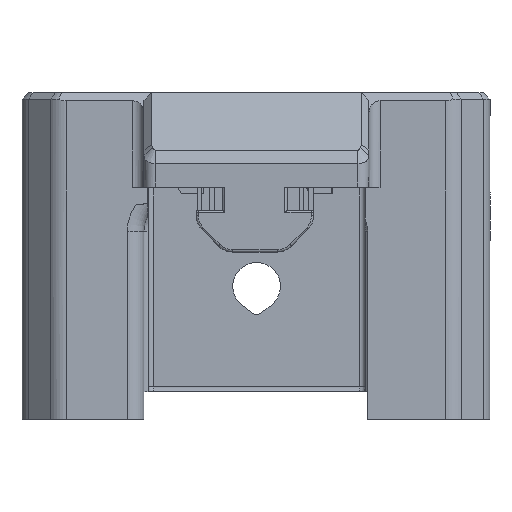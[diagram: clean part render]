
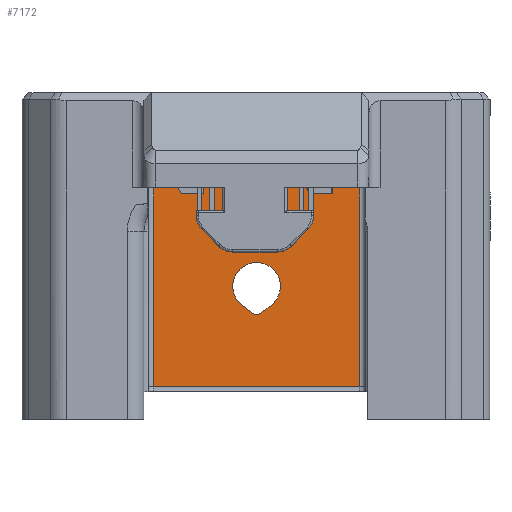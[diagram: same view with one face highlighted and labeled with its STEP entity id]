
A CAD part, left-side view. The second image highlights one B-rep face of the part: STEP entity #7172.
In plain terms, the highlighted planar face has unit normal (-1, 0, 0).
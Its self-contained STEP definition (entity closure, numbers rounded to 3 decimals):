
#76=FACE_BOUND('',#1066,.T.);
#275=PLANE('',#7765);
#654=FACE_OUTER_BOUND('',#1065,.T.);
#1065=EDGE_LOOP('',(#6073,#6074,#6075,#6076,#6077,#6078,#6079,#6080,#6081,
#6082,#6083,#6084,#6085,#6086,#6087,#6088));
#1066=EDGE_LOOP('',(#6089,#6090,#6091,#6092));
#1425=CIRCLE('',#7766,2.15);
#2036=LINE('',#12167,#2743);
#2049=LINE('',#12264,#2756);
#2052=LINE('',#12293,#2759);
#2053=LINE('',#12312,#2760);
#2058=LINE('',#12337,#2765);
#2059=LINE('',#12339,#2766);
#2060=LINE('',#12341,#2767);
#2062=LINE('',#12346,#2769);
#2063=LINE('',#12348,#2770);
#2064=LINE('',#12350,#2771);
#2065=LINE('',#12352,#2772);
#2066=LINE('',#12353,#2773);
#2067=LINE('',#12355,#2774);
#2068=LINE('',#12357,#2775);
#2069=LINE('',#12359,#2776);
#2070=LINE('',#12360,#2777);
#2071=LINE('',#12365,#2778);
#2072=LINE('',#12367,#2779);
#2073=LINE('',#12368,#2780);
#2743=VECTOR('',#9320,10.);
#2756=VECTOR('',#9369,10.);
#2759=VECTOR('',#9382,10.);
#2760=VECTOR('',#9393,10.);
#2765=VECTOR('',#9412,10.);
#2766=VECTOR('',#9415,10.);
#2767=VECTOR('',#9418,10.);
#2769=VECTOR('',#9424,10.);
#2770=VECTOR('',#9425,10.);
#2771=VECTOR('',#9426,10.);
#2772=VECTOR('',#9427,10.);
#2773=VECTOR('',#9428,10.);
#2774=VECTOR('',#9429,10.);
#2775=VECTOR('',#9430,10.);
#2776=VECTOR('',#9431,10.);
#2777=VECTOR('',#9432,10.);
#2778=VECTOR('',#9435,10.);
#2779=VECTOR('',#9436,10.);
#2780=VECTOR('',#9437,10.);
#3466=VERTEX_POINT('',#12164);
#3467=VERTEX_POINT('',#12166);
#3483=VERTEX_POINT('',#12257);
#3485=VERTEX_POINT('',#12263);
#3487=VERTEX_POINT('',#12291);
#3488=VERTEX_POINT('',#12303);
#3490=VERTEX_POINT('',#12309);
#3492=VERTEX_POINT('',#12325);
#3495=VERTEX_POINT('',#12334);
#3496=VERTEX_POINT('',#12345);
#3497=VERTEX_POINT('',#12347);
#3498=VERTEX_POINT('',#12349);
#3499=VERTEX_POINT('',#12351);
#3500=VERTEX_POINT('',#12354);
#3501=VERTEX_POINT('',#12356);
#3502=VERTEX_POINT('',#12358);
#3503=VERTEX_POINT('',#12361);
#3504=VERTEX_POINT('',#12362);
#3505=VERTEX_POINT('',#12364);
#3506=VERTEX_POINT('',#12366);
#4370=EDGE_CURVE('',#3466,#3467,#2036,.T.);
#4397=EDGE_CURVE('',#3485,#3483,#2049,.T.);
#4404=EDGE_CURVE('',#3466,#3487,#2052,.T.);
#4409=EDGE_CURVE('',#3488,#3490,#2053,.T.);
#4418=EDGE_CURVE('',#3495,#3492,#2058,.T.);
#4419=EDGE_CURVE('',#3492,#3485,#2059,.T.);
#4420=EDGE_CURVE('',#3483,#3488,#2060,.T.);
#4422=EDGE_CURVE('',#3496,#3487,#2062,.T.);
#4423=EDGE_CURVE('',#3497,#3496,#2063,.T.);
#4424=EDGE_CURVE('',#3498,#3497,#2064,.T.);
#4425=EDGE_CURVE('',#3499,#3498,#2065,.T.);
#4426=EDGE_CURVE('',#3495,#3499,#2066,.T.);
#4427=EDGE_CURVE('',#3500,#3490,#2067,.T.);
#4428=EDGE_CURVE('',#3501,#3500,#2068,.T.);
#4429=EDGE_CURVE('',#3502,#3501,#2069,.T.);
#4430=EDGE_CURVE('',#3467,#3502,#2070,.T.);
#4431=EDGE_CURVE('',#3503,#3504,#1425,.T.);
#4432=EDGE_CURVE('',#3505,#3503,#2071,.T.);
#4433=EDGE_CURVE('',#3506,#3505,#2072,.T.);
#4434=EDGE_CURVE('',#3504,#3506,#2073,.T.);
#6073=ORIENTED_EDGE('',*,*,#4404,.T.);
#6074=ORIENTED_EDGE('',*,*,#4422,.F.);
#6075=ORIENTED_EDGE('',*,*,#4423,.F.);
#6076=ORIENTED_EDGE('',*,*,#4424,.F.);
#6077=ORIENTED_EDGE('',*,*,#4425,.F.);
#6078=ORIENTED_EDGE('',*,*,#4426,.F.);
#6079=ORIENTED_EDGE('',*,*,#4418,.T.);
#6080=ORIENTED_EDGE('',*,*,#4419,.T.);
#6081=ORIENTED_EDGE('',*,*,#4397,.T.);
#6082=ORIENTED_EDGE('',*,*,#4420,.T.);
#6083=ORIENTED_EDGE('',*,*,#4409,.T.);
#6084=ORIENTED_EDGE('',*,*,#4427,.F.);
#6085=ORIENTED_EDGE('',*,*,#4428,.F.);
#6086=ORIENTED_EDGE('',*,*,#4429,.F.);
#6087=ORIENTED_EDGE('',*,*,#4430,.F.);
#6088=ORIENTED_EDGE('',*,*,#4370,.F.);
#6089=ORIENTED_EDGE('',*,*,#4431,.F.);
#6090=ORIENTED_EDGE('',*,*,#4432,.F.);
#6091=ORIENTED_EDGE('',*,*,#4433,.F.);
#6092=ORIENTED_EDGE('',*,*,#4434,.F.);
#7172=ADVANCED_FACE('',(#654,#76),#275,.F.);
#7765=AXIS2_PLACEMENT_3D('',#12344,#9422,#9423);
#7766=AXIS2_PLACEMENT_3D('',#12363,#9433,#9434);
#9320=DIRECTION('',(0.,-0.508,-0.862));
#9369=DIRECTION('',(0.,-1.,0.));
#9382=DIRECTION('',(0.,1.,0.));
#9393=DIRECTION('',(0.,1.,0.));
#9412=DIRECTION('',(0.,1.,0.));
#9415=DIRECTION('',(0.,0.,-1.));
#9418=DIRECTION('',(0.,0.,1.));
#9422=DIRECTION('center_axis',(1.,0.,0.));
#9423=DIRECTION('ref_axis',(0.,0.,1.));
#9424=DIRECTION('',(0.,0.,1.));
#9425=DIRECTION('',(0.,-1.,0.));
#9426=DIRECTION('',(0.,-0.5,-0.866));
#9427=DIRECTION('',(0.,-1.,0.));
#9428=DIRECTION('',(0.,-0.503,-0.864));
#9429=DIRECTION('',(0.,0.,1.));
#9430=DIRECTION('',(0.,-1.,0.));
#9431=DIRECTION('',(0.,-0.5,-0.866));
#9432=DIRECTION('',(0.,-1.,0.));
#9433=DIRECTION('center_axis',(-1.,0.,0.));
#9434=DIRECTION('ref_axis',(0.,-1.,0.));
#9435=DIRECTION('',(0.,-0.795,0.607));
#9436=DIRECTION('',(0.,-1.,0.));
#9437=DIRECTION('',(0.,-0.795,-0.607));
#12164=CARTESIAN_POINT('',(311.597,22.377,7.205));
#12166=CARTESIAN_POINT('',(311.597,22.367,7.189));
#12167=CARTESIAN_POINT('',(311.597,20.048,3.254));
#12257=CARTESIAN_POINT('',(311.597,17.514,-10.81));
#12263=CARTESIAN_POINT('',(311.597,36.114,-10.81));
#12264=CARTESIAN_POINT('',(311.597,36.614,-10.81));
#12291=CARTESIAN_POINT('',(311.597,31.614,7.205));
#12293=CARTESIAN_POINT('',(311.597,36.614,7.205));
#12303=CARTESIAN_POINT('',(311.597,17.514,7.205));
#12309=CARTESIAN_POINT('',(311.597,20.014,7.205));
#12312=CARTESIAN_POINT('',(311.597,36.614,7.205));
#12325=CARTESIAN_POINT('',(311.597,36.114,7.205));
#12334=CARTESIAN_POINT('',(311.597,33.973,7.205));
#12337=CARTESIAN_POINT('',(311.597,36.614,7.205));
#12339=CARTESIAN_POINT('',(311.597,36.114,-6.806));
#12341=CARTESIAN_POINT('',(311.597,17.514,-6.806));
#12344=CARTESIAN_POINT('Origin',(311.597,36.614,-11.81));
#12345=CARTESIAN_POINT('',(311.597,31.614,6.589));
#12346=CARTESIAN_POINT('',(311.597,31.614,-2.611));
#12347=CARTESIAN_POINT('',(311.597,33.614,6.589));
#12348=CARTESIAN_POINT('',(311.597,35.114,6.589));
#12349=CARTESIAN_POINT('',(311.597,33.96,7.189));
#12350=CARTESIAN_POINT('',(311.597,30.178,0.639));
#12351=CARTESIAN_POINT('',(311.597,33.963,7.189));
#12352=CARTESIAN_POINT('',(311.597,35.288,7.189));
#12353=CARTESIAN_POINT('',(311.597,30.464,1.178));
#12354=CARTESIAN_POINT('',(311.597,20.014,6.589));
#12355=CARTESIAN_POINT('',(311.597,20.014,-1.802));
#12356=CARTESIAN_POINT('',(311.597,22.014,6.589));
#12357=CARTESIAN_POINT('',(311.597,28.314,6.589));
#12358=CARTESIAN_POINT('',(311.597,22.36,7.189));
#12359=CARTESIAN_POINT('',(311.597,19.855,2.85));
#12360=CARTESIAN_POINT('',(311.597,29.487,7.189));
#12361=CARTESIAN_POINT('',(311.597,25.529,-3.473));
#12362=CARTESIAN_POINT('',(311.597,28.138,-3.473));
#12363=CARTESIAN_POINT('Origin',(311.597,26.833,-1.764));
#12364=CARTESIAN_POINT('',(311.597,26.633,-4.316));
#12365=CARTESIAN_POINT('',(311.597,31.041,-7.681));
#12366=CARTESIAN_POINT('',(311.597,27.034,-4.316));
#12367=CARTESIAN_POINT('',(311.597,31.623,-4.316));
#12368=CARTESIAN_POINT('',(311.597,28.253,-3.385));
